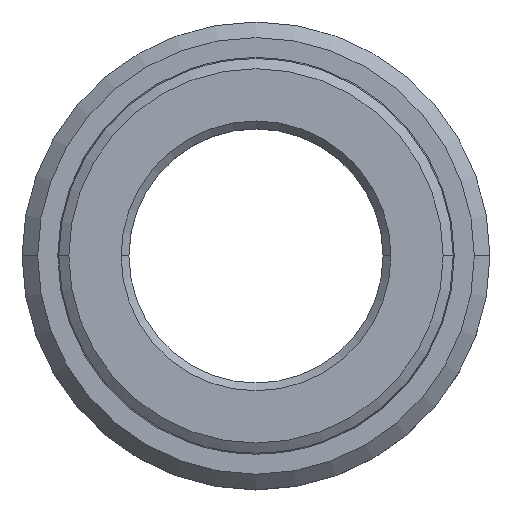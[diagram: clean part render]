
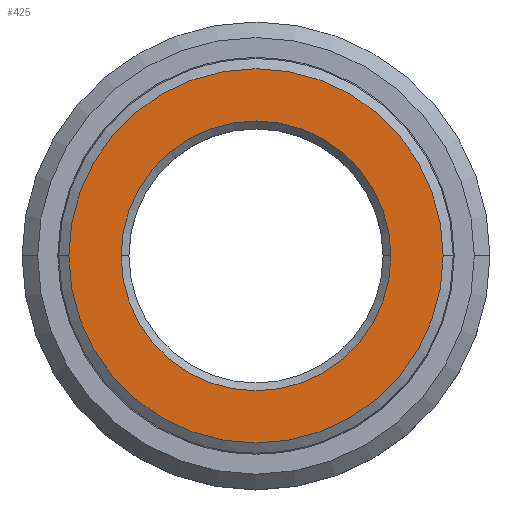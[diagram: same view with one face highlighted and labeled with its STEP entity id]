
A CAD part, top view. The second image highlights one B-rep face of the part: STEP entity #425.
In plain terms, the highlighted planar face has unit normal (0, 0, 1).
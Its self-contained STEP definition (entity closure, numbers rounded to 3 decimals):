
#49 = PLANE ( 'NONE',  #67 ) ;
#67 = AXIS2_PLACEMENT_3D ( 'NONE', #591, #643, #532 ) ;
#73 = CARTESIAN_POINT ( 'NONE',  ( 0., 0., 4.075 ) ) ;
#90 = AXIS2_PLACEMENT_3D ( 'NONE', #694, #646, #210 ) ;
#99 = ORIENTED_EDGE ( 'NONE', *, *, #670, .T. ) ;
#134 = CIRCLE ( 'NONE', #193, 12.003 ) ;
#175 = DIRECTION ( 'NONE',  ( -1., 0., 0. ) ) ;
#193 = AXIS2_PLACEMENT_3D ( 'NONE', #647, #376, #592 ) ;
#210 = DIRECTION ( 'NONE',  ( -1., 0., 0. ) ) ;
#215 = FACE_BOUND ( 'NONE', #657, .T. ) ;
#224 = VERTEX_POINT ( 'NONE', #654 ) ;
#227 = DIRECTION ( 'NONE',  ( 0., 0., -1. ) ) ;
#261 = CIRCLE ( 'NONE', #312, 8.65 ) ;
#270 = CARTESIAN_POINT ( 'NONE',  ( 8.65, 0., 4.075 ) ) ;
#280 = EDGE_LOOP ( 'NONE', ( #311, #99 ) ) ;
#291 = EDGE_CURVE ( 'NONE', #500, #626, #261, .T. ) ;
#295 = CIRCLE ( 'NONE', #90, 12.003 ) ;
#306 = DIRECTION ( 'NONE',  ( -1., 0., 0. ) ) ;
#311 = ORIENTED_EDGE ( 'NONE', *, *, #509, .T. ) ;
#312 = AXIS2_PLACEMENT_3D ( 'NONE', #629, #687, #306 ) ;
#345 = ORIENTED_EDGE ( 'NONE', *, *, #291, .T. ) ;
#375 = FACE_OUTER_BOUND ( 'NONE', #280, .T. ) ;
#376 = DIRECTION ( 'NONE',  ( 0., 0., 1. ) ) ;
#393 = CARTESIAN_POINT ( 'NONE',  ( -8.65, 0., 4.075 ) ) ;
#425 = ADVANCED_FACE ( 'NONE', ( #215, #375 ), #49, .F. ) ;
#444 = CARTESIAN_POINT ( 'NONE',  ( 12.003, 0., 4.075 ) ) ;
#445 = ORIENTED_EDGE ( 'NONE', *, *, #557, .T. ) ;
#465 = CIRCLE ( 'NONE', #593, 8.65 ) ;
#500 = VERTEX_POINT ( 'NONE', #270 ) ;
#509 = EDGE_CURVE ( 'NONE', #224, #684, #295, .T. ) ;
#532 = DIRECTION ( 'NONE',  ( -1., 0., 0. ) ) ;
#557 = EDGE_CURVE ( 'NONE', #626, #500, #465, .T. ) ;
#591 = CARTESIAN_POINT ( 'NONE',  ( 0., 0., 4.075 ) ) ;
#592 = DIRECTION ( 'NONE',  ( -1., 0., 0. ) ) ;
#593 = AXIS2_PLACEMENT_3D ( 'NONE', #73, #227, #175 ) ;
#626 = VERTEX_POINT ( 'NONE', #393 ) ;
#629 = CARTESIAN_POINT ( 'NONE',  ( 0., 0., 4.075 ) ) ;
#643 = DIRECTION ( 'NONE',  ( 0., 0., -1. ) ) ;
#646 = DIRECTION ( 'NONE',  ( 0., 0., 1. ) ) ;
#647 = CARTESIAN_POINT ( 'NONE',  ( 0., 0., 4.075 ) ) ;
#654 = CARTESIAN_POINT ( 'NONE',  ( -12.003, 0., 4.075 ) ) ;
#657 = EDGE_LOOP ( 'NONE', ( #345, #445 ) ) ;
#670 = EDGE_CURVE ( 'NONE', #684, #224, #134, .T. ) ;
#684 = VERTEX_POINT ( 'NONE', #444 ) ;
#687 = DIRECTION ( 'NONE',  ( 0., 0., -1. ) ) ;
#694 = CARTESIAN_POINT ( 'NONE',  ( 0., 0., 4.075 ) ) ;
